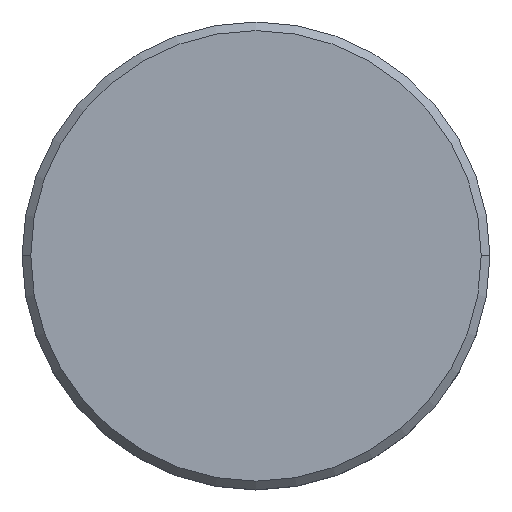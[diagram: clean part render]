
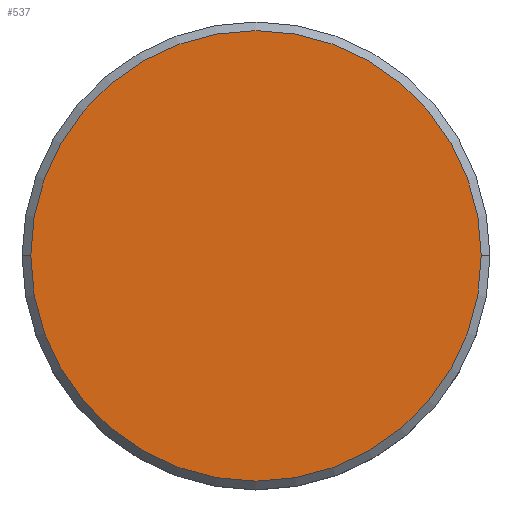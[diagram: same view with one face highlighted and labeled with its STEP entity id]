
A CAD part, top view. The second image highlights one B-rep face of the part: STEP entity #537.
In plain terms, the highlighted planar face has unit normal (0, 0, 1).
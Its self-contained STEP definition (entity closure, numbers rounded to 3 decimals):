
#22 = FACE_OUTER_BOUND ( 'NONE', #553, .T. ) ;
#94 = CIRCLE ( 'NONE', #336, 13. ) ;
#221 = CARTESIAN_POINT ( 'NONE',  ( 0., 0., 0. ) ) ;
#255 = DIRECTION ( 'NONE',  ( 1., 0., 0. ) ) ;
#282 = AXIS2_PLACEMENT_3D ( 'NONE', #1115, #581, #942 ) ;
#308 = DIRECTION ( 'NONE',  ( 0., 0., 1. ) ) ;
#325 = VERTEX_POINT ( 'NONE', #1052 ) ;
#336 = AXIS2_PLACEMENT_3D ( 'NONE', #697, #984, #255 ) ;
#398 = EDGE_CURVE ( 'NONE', #325, #736, #94, .T. ) ;
#399 = PLANE ( 'NONE',  #282 ) ;
#484 = DIRECTION ( 'NONE',  ( 1., 0., 0. ) ) ;
#537 = ADVANCED_FACE ( 'NONE', ( #22 ), #399, .T. ) ;
#553 = EDGE_LOOP ( 'NONE', ( #953, #843 ) ) ;
#581 = DIRECTION ( 'NONE',  ( 0., 0., 1. ) ) ;
#697 = CARTESIAN_POINT ( 'NONE',  ( 0., 0., 0. ) ) ;
#736 = VERTEX_POINT ( 'NONE', #911 ) ;
#744 = EDGE_CURVE ( 'NONE', #736, #325, #1012, .T. ) ;
#843 = ORIENTED_EDGE ( 'NONE', *, *, #398, .T. ) ;
#911 = CARTESIAN_POINT ( 'NONE',  ( -13., 0., 0. ) ) ;
#942 = DIRECTION ( 'NONE',  ( 1., 0., 0. ) ) ;
#953 = ORIENTED_EDGE ( 'NONE', *, *, #744, .T. ) ;
#984 = DIRECTION ( 'NONE',  ( 0., 0., 1. ) ) ;
#1012 = CIRCLE ( 'NONE', #1047, 13. ) ;
#1047 = AXIS2_PLACEMENT_3D ( 'NONE', #221, #308, #484 ) ;
#1052 = CARTESIAN_POINT ( 'NONE',  ( 13., 0., 0. ) ) ;
#1115 = CARTESIAN_POINT ( 'NONE',  ( 0., 0., 0. ) ) ;
